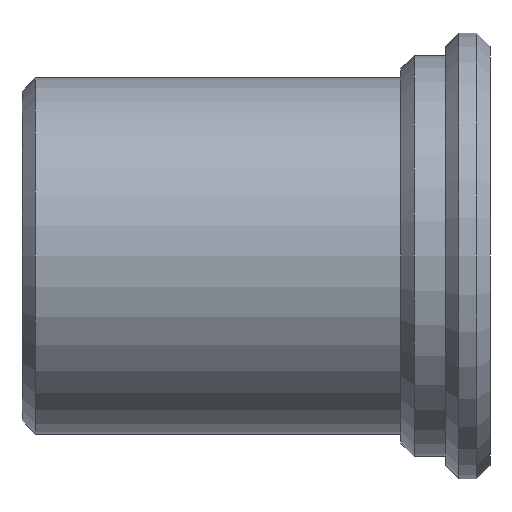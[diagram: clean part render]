
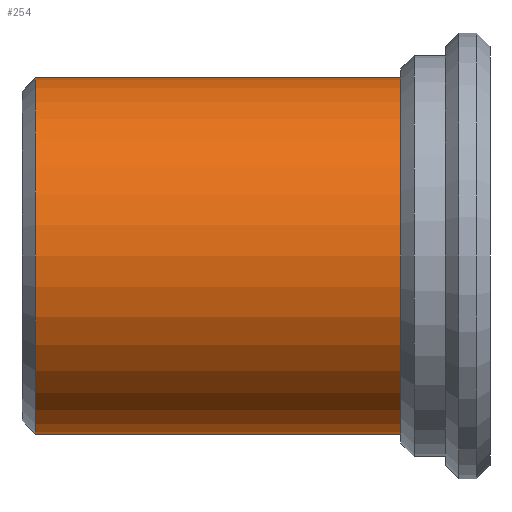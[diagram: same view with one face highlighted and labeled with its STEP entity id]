
A CAD part, left-side view. The second image highlights one B-rep face of the part: STEP entity #254.
In plain terms, the highlighted cylindrical face has radius 4 mm (diameter 8 mm), a partial arc.
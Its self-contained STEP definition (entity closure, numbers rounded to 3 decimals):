
#70 = CIRCLE ( 'NONE', #1187, 4. ) ;
#101 = ORIENTED_EDGE ( 'NONE', *, *, #690, .T. ) ;
#135 = DIRECTION ( 'NONE',  ( 0., -1., 0. ) ) ;
#147 = CARTESIAN_POINT ( 'NONE',  ( 0., 10.5, -4. ) ) ;
#167 = DIRECTION ( 'NONE',  ( 0., -1., 0. ) ) ;
#174 = VECTOR ( 'NONE', #479, 1000. ) ;
#213 = DIRECTION ( 'NONE',  ( 0., 0., 1. ) ) ;
#228 = EDGE_CURVE ( 'NONE', #726, #369, #70, .T. ) ;
#254 = ADVANCED_FACE ( 'NONE', ( #1092 ), #831, .T. ) ;
#322 = DIRECTION ( 'NONE',  ( 0., -1., 0. ) ) ;
#369 = VERTEX_POINT ( 'NONE', #904 ) ;
#441 = EDGE_CURVE ( 'NONE', #726, #816, #940, .T. ) ;
#479 = DIRECTION ( 'NONE',  ( 0., -1., 0. ) ) ;
#543 = CARTESIAN_POINT ( 'NONE',  ( 0., 10.5, 0. ) ) ;
#683 = CARTESIAN_POINT ( 'NONE',  ( 0., 10.2, 0. ) ) ;
#686 = ORIENTED_EDGE ( 'NONE', *, *, #441, .F. ) ;
#690 = EDGE_CURVE ( 'NONE', #698, #816, #1086, .T. ) ;
#698 = VERTEX_POINT ( 'NONE', #715 ) ;
#713 = ORIENTED_EDGE ( 'NONE', *, *, #812, .T. ) ;
#715 = CARTESIAN_POINT ( 'NONE',  ( 0., 2., -4. ) ) ;
#723 = VECTOR ( 'NONE', #135, 1000. ) ;
#726 = VERTEX_POINT ( 'NONE', #1007 ) ;
#731 = DIRECTION ( 'NONE',  ( 0., 0., -1. ) ) ;
#736 = CARTESIAN_POINT ( 'NONE',  ( 0., 2., 0. ) ) ;
#746 = ORIENTED_EDGE ( 'NONE', *, *, #228, .T. ) ;
#812 = EDGE_CURVE ( 'NONE', #369, #698, #988, .T. ) ;
#816 = VERTEX_POINT ( 'NONE', #896 ) ;
#831 = CYLINDRICAL_SURFACE ( 'NONE', #978, 4. ) ;
#896 = CARTESIAN_POINT ( 'NONE',  ( 0., 2., 4. ) ) ;
#904 = CARTESIAN_POINT ( 'NONE',  ( 0., 10.2, -4. ) ) ;
#906 = EDGE_LOOP ( 'NONE', ( #686, #746, #713, #101 ) ) ;
#940 = LINE ( 'NONE', #1214, #174 ) ;
#978 = AXIS2_PLACEMENT_3D ( 'NONE', #543, #167, #731 ) ;
#988 = LINE ( 'NONE', #147, #723 ) ;
#1007 = CARTESIAN_POINT ( 'NONE',  ( 0., 10.2, 4. ) ) ;
#1086 = CIRCLE ( 'NONE', #1126, 4. ) ;
#1092 = FACE_OUTER_BOUND ( 'NONE', #906, .T. ) ;
#1126 = AXIS2_PLACEMENT_3D ( 'NONE', #736, #1192, #1177 ) ;
#1177 = DIRECTION ( 'NONE',  ( 0., 0., 1. ) ) ;
#1187 = AXIS2_PLACEMENT_3D ( 'NONE', #683, #322, #213 ) ;
#1192 = DIRECTION ( 'NONE',  ( 0., 1., 0. ) ) ;
#1214 = CARTESIAN_POINT ( 'NONE',  ( 0., 10.5, 4. ) ) ;
